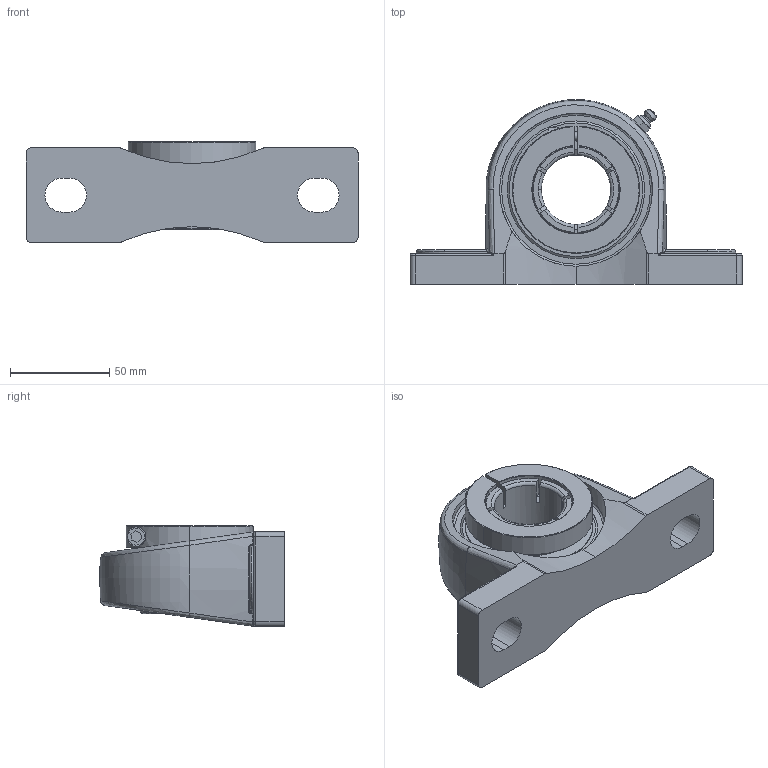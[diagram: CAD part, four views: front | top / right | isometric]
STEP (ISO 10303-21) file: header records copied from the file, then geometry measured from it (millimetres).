
FILE_DESCRIPTION(('HOOPS Exchange Step'),'2;1');
FILE_NAME('export-CB0CE252-6162-4652-B7E4-5D3F8FFF7C5B.stp','2019-12-13T14:40:01-08:00',('ibuslach'),('Alibre'),'HOOPS Exchange 2019.2','Alibre','Unknown authorisation');
FILE_SCHEMA( ('AP242_MANAGED_MODEL_BASED_3D_ENGINEERING_MIM_LF {1 0 10303 442 1 1 4 }') );
Length unit declared in the file: centimetre
Products named in the file (8): MRN SP 207; UCP ZERK 6mm; SUE 207 BOLT; SUE 207 LOCK RING; SUE 207 SHIELD; SUE 207-22 RACES; MRN SUE 207-22; MRN SUEP 207-22
Assembly tree (8 placements, depth 3):
  MRN SUEP 207-22
    MRN SP 207
    UCP ZERK 6mm
    MRN SUE 207-22
      SUE 207 BOLT
      SUE 207 LOCK RING
      SUE 207 SHIELD  x2
      SUE 207-22 RACES
Bounding box: 167 x 93 x 50.65 mm (x, y, z)
Volume: 241591.7 mm3; surface area: 76199.4 mm2
Topology: 8 solids, 8 shells, 284 faces, 771 edges, 498 vertices
Faces by surface type: cylinder 87, plane 86, torus 40, cone 40, bspline 22, sphere 9
Full cylindrical faces by diameter (mm): 1.48 x2, 4.134 x1, 4.137 x1, 5.8 x1, 6 x2, 8.5 x1, 34.925 x1, 50 x4, 51.016 x2, 62 x2, 64 x2, 76.912 x2
Entity records: 19184 total; most frequent: CARTESIAN_POINT 12048, ORIENTED_EDGE 1486, DIRECTION 1473, EDGE_CURVE 743, AXIS2_PLACEMENT_3D 603, VERTEX_POINT 484, CIRCLE 304, EDGE_LOOP 303
